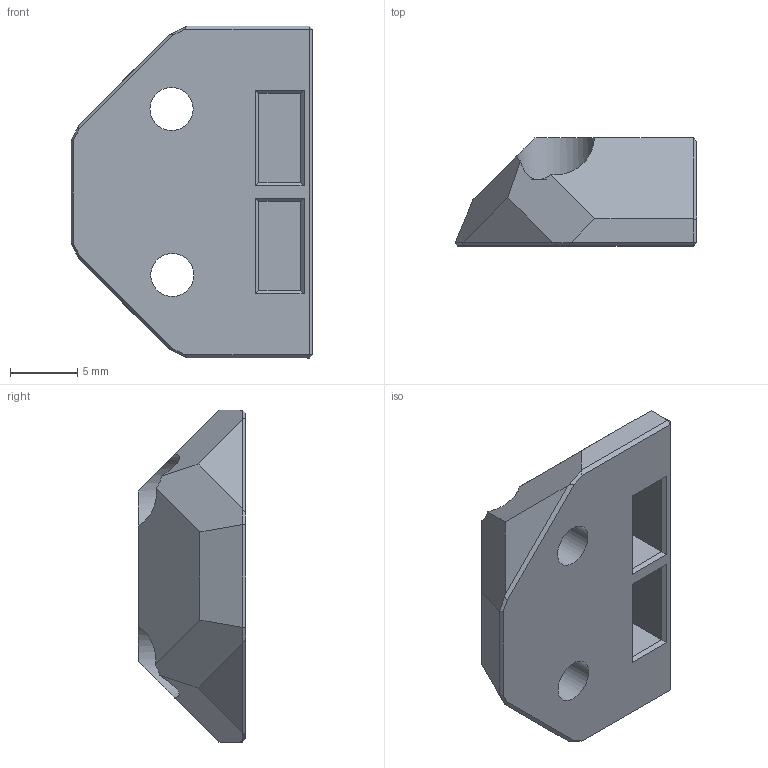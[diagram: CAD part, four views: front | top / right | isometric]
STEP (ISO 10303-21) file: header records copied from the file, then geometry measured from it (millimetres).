
FILE_DESCRIPTION(/* description */ (''),/* implementation_level */ '2;1');
FILE_NAME(/* name */ 'StealthMagnets.step',/* time_stamp */ '2023-07-09T08:19:52+02:00',/* author */ (''),/* organization */ (''),/* preprocessor_version */ 'ST-DEVELOPER v19.2',/* originating_system */ 'Autodesk Translation Framework v12.6.0.85',/* authorisation */ '');
FILE_SCHEMA (('AUTOMOTIVE_DESIGN { 1 0 10303 214 3 1 1 }'));
Length unit declared in the file: millimetre
Products named in the file (1): StealthMagnets
Bounding box: 17.9 x 8 x 24.6 mm (x, y, z)
Volume: 1840.9 mm3; surface area: 1488.6 mm2
Topology: 1 solids, 1 shells, 56 faces, 138 edges, 86 vertices
Faces by surface type: plane 52, cylinder 4
Full cylindrical faces by diameter (mm): 3.2 x2, 5.8 x1
Entity records: 1657 total; most frequent: CARTESIAN_POINT 281, ORIENTED_EDGE 276, DIRECTION 270, EDGE_CURVE 138, LINE 120, VECTOR 120, VERTEX_POINT 86, AXIS2_PLACEMENT_3D 75
